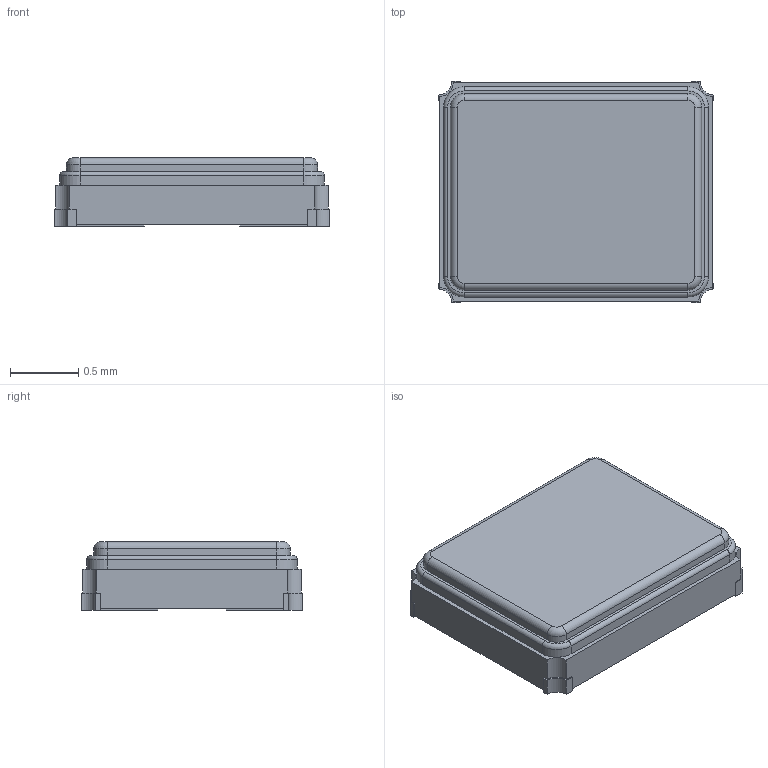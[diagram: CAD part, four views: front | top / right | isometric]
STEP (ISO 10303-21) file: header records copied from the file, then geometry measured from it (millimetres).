
FILE_DESCRIPTION (( 'STEP AP214' ), '1' );
FILE_NAME ('OSCCC160X200X050N_4Pins_Oscillator_Corner_Concave.STEP', '2012-10-10T15:31:45', ( 'pomocnik' ), ( '' ), 'SwSTEP 2.0', 'SolidWorks 2012', '' );
FILE_SCHEMA (( 'AUTOMOTIVE_DESIGN' ));
Length unit declared in the file: millimetre
Products named in the file (1): OSCCC160X200X050N_4Pins_Oscillator_Corner_Concave
Bounding box: 2.02 x 1.62 x 0.5 mm (x, y, z)
Volume: 1.5 mm3; surface area: 9.6 mm2
Topology: 1 solids, 1 shells, 89 faces, 239 edges, 154 vertices
Faces by surface type: plane 57, cylinder 24, torus 8
Entity records: 3675 total; most frequent: CARTESIAN_POINT 483, ORIENTED_EDGE 478, DIRECTION 475, EDGE_CURVE 239, LINE 183, VECTOR 183, VERTEX_POINT 154, AXIS2_PLACEMENT_3D 146
